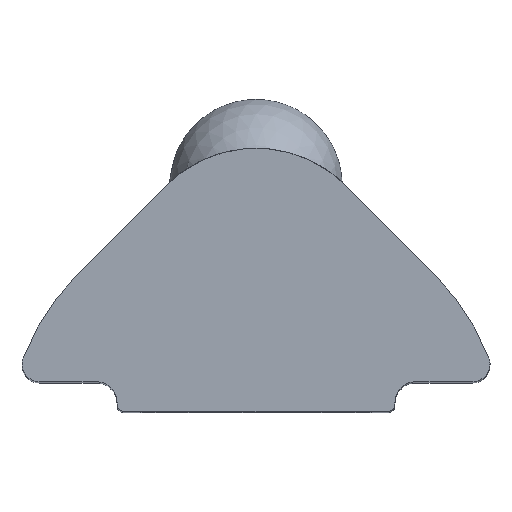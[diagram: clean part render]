
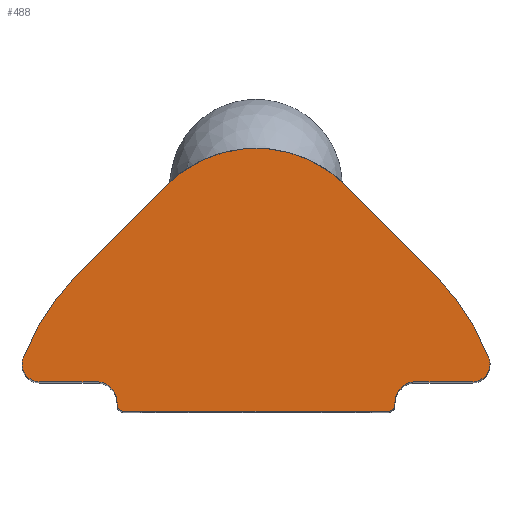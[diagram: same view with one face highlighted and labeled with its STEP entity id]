
A CAD part, top view. The second image highlights one B-rep face of the part: STEP entity #488.
In plain terms, the highlighted planar face has unit normal (0, 0, 1).
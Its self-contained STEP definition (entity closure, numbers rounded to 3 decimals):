
#38=LINE('',#811,#70);
#49=LINE('',#854,#81);
#53=LINE('',#863,#85);
#56=LINE('',#871,#88);
#59=LINE('',#879,#91);
#64=LINE('',#891,#96);
#67=LINE('',#903,#99);
#70=VECTOR('',#587,3.548);
#81=VECTOR('',#624,0.05);
#85=VECTOR('',#634,7.6);
#88=VECTOR('',#643,0.05);
#91=VECTOR('',#652,1.635);
#96=VECTOR('',#667,3.548);
#99=VECTOR('',#682,1.635);
#116=PLANE('',#545);
#161=FACE_OUTER_BOUND('',#195,.T.);
#195=EDGE_LOOP('',(#440,#441,#442,#443,#444,#445,#446,#447,#448,#449,#450,
#451,#452,#453,#454,#455));
#205=CIRCLE('',#511,3.653);
#215=CIRCLE('',#524,0.2);
#216=CIRCLE('',#527,0.2);
#217=CIRCLE('',#530,0.6);
#218=CIRCLE('',#533,0.501);
#219=CIRCLE('',#535,7.2);
#220=CIRCLE('',#539,7.2);
#221=CIRCLE('',#541,0.501);
#222=CIRCLE('',#544,0.6);
#236=VERTEX_POINT('',#808);
#237=VERTEX_POINT('',#810);
#240=VERTEX_POINT('',#818);
#255=VERTEX_POINT('',#852);
#256=VERTEX_POINT('',#853);
#257=VERTEX_POINT('',#858);
#258=VERTEX_POINT('',#862);
#259=VERTEX_POINT('',#866);
#260=VERTEX_POINT('',#870);
#261=VERTEX_POINT('',#874);
#262=VERTEX_POINT('',#878);
#263=VERTEX_POINT('',#882);
#264=VERTEX_POINT('',#886);
#265=VERTEX_POINT('',#894);
#266=VERTEX_POINT('',#898);
#267=VERTEX_POINT('',#902);
#283=EDGE_CURVE('',#236,#237,#38,.T.);
#288=EDGE_CURVE('',#240,#236,#205,.T.);
#304=EDGE_CURVE('',#255,#256,#49,.T.);
#307=EDGE_CURVE('',#256,#257,#215,.T.);
#309=EDGE_CURVE('',#257,#258,#53,.T.);
#311=EDGE_CURVE('',#258,#259,#216,.T.);
#313=EDGE_CURVE('',#259,#260,#56,.T.);
#315=EDGE_CURVE('',#260,#261,#217,.T.);
#317=EDGE_CURVE('',#261,#262,#59,.T.);
#319=EDGE_CURVE('',#262,#263,#218,.T.);
#321=EDGE_CURVE('',#263,#264,#219,.T.);
#324=EDGE_CURVE('',#264,#240,#64,.T.);
#325=EDGE_CURVE('',#237,#265,#220,.T.);
#327=EDGE_CURVE('',#265,#266,#221,.T.);
#329=EDGE_CURVE('',#266,#267,#67,.T.);
#331=EDGE_CURVE('',#267,#255,#222,.T.);
#440=ORIENTED_EDGE('',*,*,#304,.F.);
#441=ORIENTED_EDGE('',*,*,#331,.F.);
#442=ORIENTED_EDGE('',*,*,#329,.F.);
#443=ORIENTED_EDGE('',*,*,#327,.F.);
#444=ORIENTED_EDGE('',*,*,#325,.F.);
#445=ORIENTED_EDGE('',*,*,#283,.F.);
#446=ORIENTED_EDGE('',*,*,#288,.F.);
#447=ORIENTED_EDGE('',*,*,#324,.F.);
#448=ORIENTED_EDGE('',*,*,#321,.F.);
#449=ORIENTED_EDGE('',*,*,#319,.F.);
#450=ORIENTED_EDGE('',*,*,#317,.F.);
#451=ORIENTED_EDGE('',*,*,#315,.F.);
#452=ORIENTED_EDGE('',*,*,#313,.F.);
#453=ORIENTED_EDGE('',*,*,#311,.F.);
#454=ORIENTED_EDGE('',*,*,#309,.F.);
#455=ORIENTED_EDGE('',*,*,#307,.F.);
#488=ADVANCED_FACE('',(#161),#116,.T.);
#511=AXIS2_PLACEMENT_3D('',#820,#594,#595);
#524=AXIS2_PLACEMENT_3D('',#859,#629,#630);
#527=AXIS2_PLACEMENT_3D('',#867,#638,#639);
#530=AXIS2_PLACEMENT_3D('',#875,#647,#648);
#533=AXIS2_PLACEMENT_3D('',#883,#656,#657);
#535=AXIS2_PLACEMENT_3D('',#887,#661,#662);
#539=AXIS2_PLACEMENT_3D('',#895,#672,#673);
#541=AXIS2_PLACEMENT_3D('',#899,#677,#678);
#544=AXIS2_PLACEMENT_3D('',#906,#686,#687);
#545=AXIS2_PLACEMENT_3D('',#907,#688,#689);
#587=DIRECTION('',(0.707,-0.707,0.));
#594=DIRECTION('center_axis',(0.,0.,-1.));
#595=DIRECTION('ref_axis',(-0.707,-0.707,0.));
#624=DIRECTION('',(0.,-1.,0.));
#629=DIRECTION('center_axis',(0.,0.,-1.));
#630=DIRECTION('ref_axis',(0.,1.,0.));
#634=DIRECTION('',(-1.,0.,0.));
#638=DIRECTION('center_axis',(0.,0.,-1.));
#639=DIRECTION('ref_axis',(1.,0.,0.));
#643=DIRECTION('',(0.,1.,0.));
#647=DIRECTION('center_axis',(0.,0.,1.));
#648=DIRECTION('ref_axis',(1.,0.,0.));
#652=DIRECTION('',(-1.,0.,0.));
#656=DIRECTION('center_axis',(0.,0.,-1.));
#657=DIRECTION('ref_axis',(0.931,-0.366,0.));
#661=DIRECTION('center_axis',(0.,0.,-1.));
#662=DIRECTION('ref_axis',(0.707,-0.707,0.));
#667=DIRECTION('',(0.707,0.707,0.));
#672=DIRECTION('center_axis',(0.,0.,-1.));
#673=DIRECTION('ref_axis',(-0.931,-0.366,0.));
#677=DIRECTION('center_axis',(0.,0.,-1.));
#678=DIRECTION('ref_axis',(0.,1.,0.));
#682=DIRECTION('',(-1.,0.,0.));
#686=DIRECTION('center_axis',(0.,0.,1.));
#687=DIRECTION('ref_axis',(0.,1.,0.));
#688=DIRECTION('center_axis',(0.,0.,1.));
#689=DIRECTION('ref_axis',(1.,0.,0.));
#808=CARTESIAN_POINT('',(2.582,3.312,11.));
#810=CARTESIAN_POINT('',(5.09,0.803,11.));
#811=CARTESIAN_POINT('',(2.582,3.312,11.));
#818=CARTESIAN_POINT('',(-2.584,3.312,11.));
#820=CARTESIAN_POINT('Origin',(-0.001,0.729,
11.));
#852=CARTESIAN_POINT('',(3.999,-2.939,11.));
#853=CARTESIAN_POINT('',(3.999,-2.989,11.));
#854=CARTESIAN_POINT('',(3.999,-2.939,11.));
#858=CARTESIAN_POINT('',(3.799,-3.189,11.));
#859=CARTESIAN_POINT('Origin',(3.799,-2.989,11.));
#862=CARTESIAN_POINT('',(-3.801,-3.189,11.));
#863=CARTESIAN_POINT('',(3.799,-3.189,11.));
#866=CARTESIAN_POINT('',(-4.001,-2.989,11.));
#867=CARTESIAN_POINT('Origin',(-3.801,-2.989,11.));
#870=CARTESIAN_POINT('',(-4.001,-2.939,11.));
#871=CARTESIAN_POINT('',(-4.001,-2.989,11.));
#874=CARTESIAN_POINT('',(-4.601,-2.339,11.));
#875=CARTESIAN_POINT('Origin',(-4.601,-2.939,11.));
#878=CARTESIAN_POINT('',(-6.236,-2.339,11.));
#879=CARTESIAN_POINT('',(-4.601,-2.339,11.));
#882=CARTESIAN_POINT('',(-6.702,-1.655,11.));
#883=CARTESIAN_POINT('Origin',(-6.236,-1.838,11.));
#886=CARTESIAN_POINT('',(-5.092,0.803,11.));
#887=CARTESIAN_POINT('Origin',(-0.001,-4.288,
11.));
#891=CARTESIAN_POINT('',(-5.092,0.803,11.));
#894=CARTESIAN_POINT('',(6.7,-1.655,11.));
#895=CARTESIAN_POINT('Origin',(-0.001,-4.288,
11.));
#898=CARTESIAN_POINT('',(6.234,-2.339,11.));
#899=CARTESIAN_POINT('Origin',(6.234,-1.838,11.));
#902=CARTESIAN_POINT('',(4.599,-2.339,11.));
#903=CARTESIAN_POINT('',(6.234,-2.339,11.));
#906=CARTESIAN_POINT('Origin',(4.599,-2.939,11.));
#907=CARTESIAN_POINT('Origin',(-0.001,-0.234,
11.));
